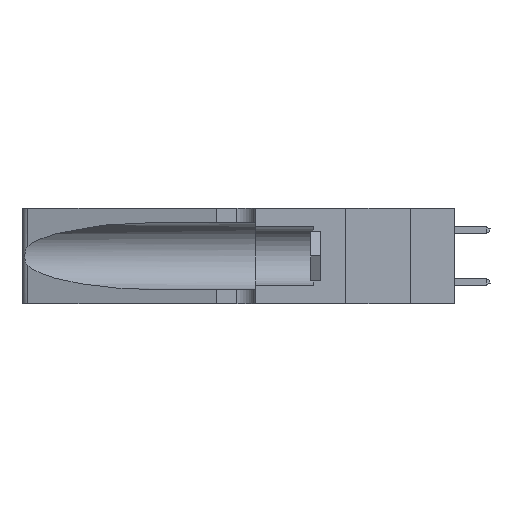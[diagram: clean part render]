
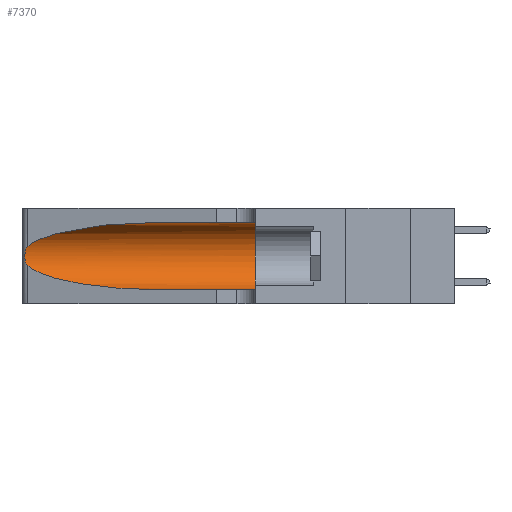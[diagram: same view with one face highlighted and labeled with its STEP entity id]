
A CAD part, left-side view. The second image highlights one B-rep face of the part: STEP entity #7370.
In plain terms, the highlighted cylindrical face has radius 3.308 mm (diameter 6.617 mm), a partial arc.
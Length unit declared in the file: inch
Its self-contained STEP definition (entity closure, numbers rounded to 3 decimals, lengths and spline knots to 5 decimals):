
#1096 = VERTEX_POINT ( 'NONE', #4219 ) ;
#1627 = CARTESIAN_POINT ( 'NONE',  ( 0.25487, 1.22718, 0.22369 ) ) ;
#1793 = CARTESIAN_POINT ( 'NONE',  ( 0.25487, 1.22718, 0.14631 ) ) ;
#2118 = CARTESIAN_POINT ( 'NONE',  ( 0.1305, 1.61858, 0.185 ) ) ;
#2626 = ORIENTED_EDGE ( 'NONE', *, *, #37569, .T. ) ;
#4219 = CARTESIAN_POINT ( 'NONE',  ( 0.1305, 0.35, 0.05475 ) ) ;
#5197 = CARTESIAN_POINT ( 'NONE',  ( 0.18966, 0.96281, 0.05475 ) ) ;
#5270 = CARTESIAN_POINT ( 'NONE',  ( 0.25639, 1.23184, 0.21858 ) ) ;
#6962 = CARTESIAN_POINT ( 'NONE',  ( 0.25487, 1.22718, 0.22369 ) ) ;
#7370 = ADVANCED_FACE ( 'NONE', ( #35692 ), #15577, .F. ) ;
#8881 = CARTESIAN_POINT ( 'NONE',  ( 0.25854, 1.2359, 0.20912 ) ) ;
#10556 = CARTESIAN_POINT ( 'NONE',  ( 0.1305, 0.35, 0.31525 ) ) ;
#10621 = CARTESIAN_POINT ( 'NONE',  ( 0.25487, 1.22718, 0.22369 ) ) ;
#10907 = DIRECTION ( 'NONE',  ( 0., 1., 0. ) ) ;
#12043 = DIRECTION ( 'NONE',  ( 0., -1., 0. ) ) ;
#12526 = CARTESIAN_POINT ( 'NONE',  ( 0.26075, 1.23896, 0.19203 ) ) ;
#12799 = ORIENTED_EDGE ( 'NONE', *, *, #32726, .F. ) ;
#14697 = VERTEX_POINT ( 'NONE', #17429 ) ;
#15577 = CYLINDRICAL_SURFACE ( 'NONE', #20168, 0.13025 ) ;
#15921 = CARTESIAN_POINT ( 'NONE',  ( 0.2373, 1.15595, 0.08982 ) ) ;
#16148 = CARTESIAN_POINT ( 'NONE',  ( 0.26017, 1.23833, 0.17102 ) ) ;
#17429 = CARTESIAN_POINT ( 'NONE',  ( 0.25487, 1.22718, 0.14631 ) ) ;
#17748 = EDGE_LOOP ( 'NONE', ( #2626, #41786, #42893, #35720, #19020, #12799 ) ) ;
#19020 = ORIENTED_EDGE ( 'NONE', *, *, #34373, .F. ) ;
#19621 = CARTESIAN_POINT ( 'NONE',  ( 0.25555, 1.22994, 0.2215 ) ) ;
#19776 = CARTESIAN_POINT ( 'NONE',  ( 0.25789, 1.23486, 0.15765 ) ) ;
#20168 = AXIS2_PLACEMENT_3D ( 'NONE', #2118, #44951, #27272 ) ;
#20470 = B_SPLINE_CURVE_WITH_KNOTS ( 'NONE', 3,
 ( #1627, #19621, #5270, #30361, #8881, #33927, #12526, #37518, #16148, #41047, #19776, #44646, #23366, #1793 ),
 .UNSPECIFIED., .F., .F.,
 ( 4, 2, 2, 2, 2, 2, 4 ),
 ( 0., 0.00027, 0.00053, 0.00107, 0.0016, 0.00187, 0.00214 ),
 .UNSPECIFIED. ) ;
#21454 = CARTESIAN_POINT ( 'NONE',  ( 0.1305, 1.61858, 0.05475 ) ) ;
#21789 = VERTEX_POINT ( 'NONE', #36669 ) ;
#22993 = VERTEX_POINT ( 'NONE', #6962 ) ;
#23366 = CARTESIAN_POINT ( 'NONE',  ( 0.25555, 1.22993, 0.14849 ) ) ;
#24542 = EDGE_CURVE ( 'NONE', #22993, #14697, #20470, .T. ) ;
#24582 = VECTOR ( 'NONE', #46282, 39.37008 ) ;
#24889 = CARTESIAN_POINT ( 'NONE',  ( 0.1305, 0.72297, 0.31525 ) ) ;
#24946 = LINE ( 'NONE', #29889, #33321 ) ;
#27272 = DIRECTION ( 'NONE',  ( 0., 0., -1. ) ) ;
#28952 = VERTEX_POINT ( 'NONE', #10556 ) ;
#29889 = CARTESIAN_POINT ( 'NONE',  ( 0.1305, 1.61858, 0.31525 ) ) ;
#30286 = CARTESIAN_POINT ( 'NONE',  ( 0.1305, 0.72297, 0.05475 ) ) ;
#30361 = CARTESIAN_POINT ( 'NONE',  ( 0.25787, 1.23484, 0.2124 ) ) ;
#31838 = LINE ( 'NONE', #21454, #24582 ) ;
#32063 = CARTESIAN_POINT ( 'NONE',  ( 0.2373, 1.15595, 0.28018 ) ) ;
#32350 = CARTESIAN_POINT ( 'NONE',  ( 0.1305, 0.35, 0.185 ) ) ;
#32625 = VERTEX_POINT ( 'NONE', #33005 ) ;
#32726 = EDGE_CURVE ( 'NONE', #32625, #28952, #24946, .T. ) ;
#33005 = CARTESIAN_POINT ( 'NONE',  ( 0.1305, 0.72297, 0.31525 ) ) ;
#33321 = VECTOR ( 'NONE', #12043, 39.37008 ) ;
#33609 =( BOUNDED_CURVE ( )  B_SPLINE_CURVE ( 3, ( #37152, #15921, #5197, #30286 ),
 .UNSPECIFIED., .F., .F. ) 
 B_SPLINE_CURVE_WITH_KNOTS ( ( 4, 4 ),
 ( 3.44316, 4.71239 ),
 .UNSPECIFIED. ) 
 CURVE ( )  GEOMETRIC_REPRESENTATION_ITEM ( )  RATIONAL_B_SPLINE_CURVE ( ( 1., 0.87, 0.87, 1. ) ) 
 REPRESENTATION_ITEM ( '' )  );
#33927 = CARTESIAN_POINT ( 'NONE',  ( 0.26018, 1.23835, 0.19895 ) ) ;
#34373 = EDGE_CURVE ( 'NONE', #28952, #1096, #37615, .T. ) ;
#35692 = FACE_OUTER_BOUND ( 'NONE', #17748, .T. ) ;
#35720 = ORIENTED_EDGE ( 'NONE', *, *, #42109, .T. ) ;
#35957 = DIRECTION ( 'NONE',  ( 0., 0., 1. ) ) ;
#36669 = CARTESIAN_POINT ( 'NONE',  ( 0.1305, 0.72297, 0.05475 ) ) ;
#37152 = CARTESIAN_POINT ( 'NONE',  ( 0.25487, 1.22718, 0.14631 ) ) ;
#37518 = CARTESIAN_POINT ( 'NONE',  ( 0.26075, 1.23896, 0.178 ) ) ;
#37569 = EDGE_CURVE ( 'NONE', #32625, #22993, #41842, .T. ) ;
#37615 = CIRCLE ( 'NONE', #44060, 0.13025 ) ;
#38448 = EDGE_CURVE ( 'NONE', #14697, #21789, #33609, .T. ) ;
#41047 = CARTESIAN_POINT ( 'NONE',  ( 0.25856, 1.23593, 0.16098 ) ) ;
#41786 = ORIENTED_EDGE ( 'NONE', *, *, #24542, .T. ) ;
#41842 =( BOUNDED_CURVE ( )  B_SPLINE_CURVE ( 3, ( #24889, #46161, #32063, #10621 ),
 .UNSPECIFIED., .F., .F. ) 
 B_SPLINE_CURVE_WITH_KNOTS ( ( 4, 4 ),
 ( 1.5708, 2.84003 ),
 .UNSPECIFIED. ) 
 CURVE ( )  GEOMETRIC_REPRESENTATION_ITEM ( )  RATIONAL_B_SPLINE_CURVE ( ( 1., 0.87, 0.87, 1. ) ) 
 REPRESENTATION_ITEM ( '' )  );
#42109 = EDGE_CURVE ( 'NONE', #21789, #1096, #31838, .T. ) ;
#42893 = ORIENTED_EDGE ( 'NONE', *, *, #38448, .T. ) ;
#44060 = AXIS2_PLACEMENT_3D ( 'NONE', #32350, #10907, #35957 ) ;
#44646 = CARTESIAN_POINT ( 'NONE',  ( 0.25639, 1.23186, 0.15144 ) ) ;
#44951 = DIRECTION ( 'NONE',  ( 0., -1., 0. ) ) ;
#46161 = CARTESIAN_POINT ( 'NONE',  ( 0.18966, 0.96281, 0.31525 ) ) ;
#46282 = DIRECTION ( 'NONE',  ( 0., -1., 0. ) ) ;
